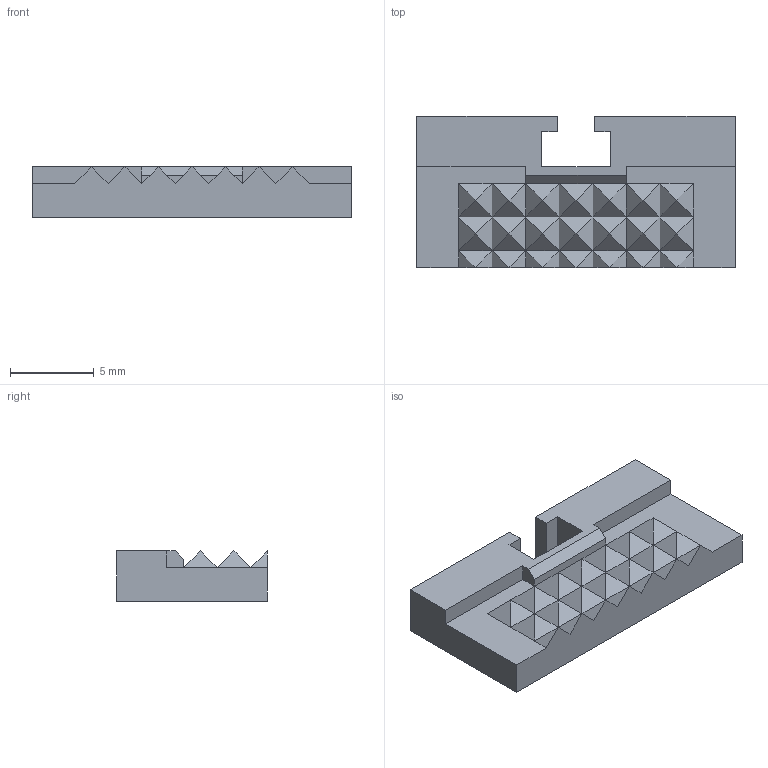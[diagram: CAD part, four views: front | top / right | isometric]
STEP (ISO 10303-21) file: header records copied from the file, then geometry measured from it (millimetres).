
FILE_DESCRIPTION(/* description */ (''),/* implementation_level */ '2;1');
FILE_NAME(/* name */ 'Clamp-part2(moving)-Base9x19mm.stp',/* time_stamp */ '2022-02-22T15:12:13+01:00',/* author */ ('Nikita'),/* organization */ (''),/* preprocessor_version */ 'ST-DEVELOPER v16.5',/* originating_system */ 'Autodesk Inventor 2017',/* authorisation */ '');
FILE_SCHEMA (('AUTOMOTIVE_DESIGN { 1 0 10303 214 3 1 1 }'));
Length unit declared in the file: millimetre
Products named in the file (1): Clamp-part2(moving)-Base9x19mm.
Bounding box: 19 x 9 x 3 mm (x, y, z)
Volume: 327 mm3; surface area: 584.6 mm2
Topology: 1 solids, 1 shells, 106 faces, 206 edges, 103 vertices
Faces by surface type: plane 106
Entity records: 2536 total; most frequent: DIRECTION 420, CARTESIAN_POINT 416, ORIENTED_EDGE 412, LINE 206, VECTOR 206, EDGE_CURVE 206, EDGE_LOOP 107, AXIS2_PLACEMENT_3D 107
